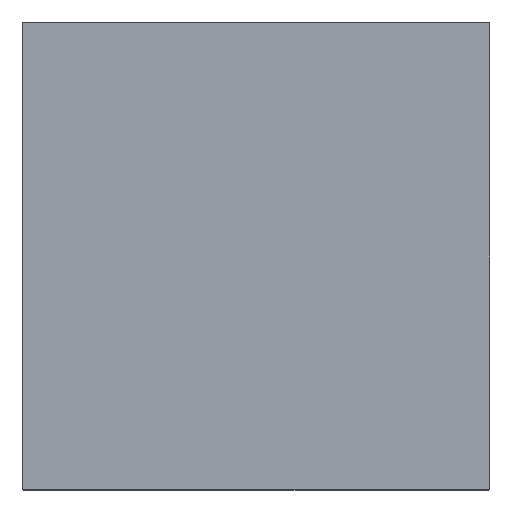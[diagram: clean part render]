
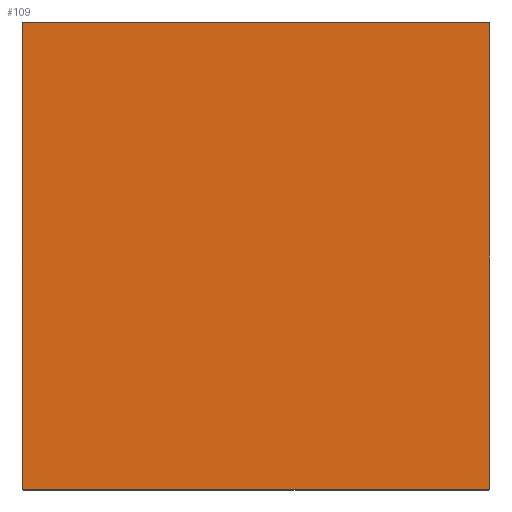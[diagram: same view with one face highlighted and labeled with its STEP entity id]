
A CAD part, front view. The second image highlights one B-rep face of the part: STEP entity #109.
In plain terms, the highlighted planar face has unit normal (0, -1, 0).
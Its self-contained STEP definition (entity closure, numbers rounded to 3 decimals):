
#6 = VECTOR ( 'NONE', #181, 1000. ) ;
#14 = VERTEX_POINT ( 'NONE', #141 ) ;
#15 = EDGE_CURVE ( 'NONE', #446, #29, #110, .T. ) ;
#23 = VECTOR ( 'NONE', #163, 1000. ) ;
#29 = VERTEX_POINT ( 'NONE', #266 ) ;
#46 = CARTESIAN_POINT ( 'NONE',  ( 24.9, -43.301, 50. ) ) ;
#69 = DIRECTION ( 'NONE',  ( -1., 0., 0. ) ) ;
#77 = ORIENTED_EDGE ( 'NONE', *, *, #474, .T. ) ;
#89 = LINE ( 'NONE', #46, #23 ) ;
#97 = ORIENTED_EDGE ( 'NONE', *, *, #358, .T. ) ;
#103 = CARTESIAN_POINT ( 'NONE',  ( -24.927, -43.301, 49.9 ) ) ;
#109 = ADVANCED_FACE ( 'NONE', ( #313 ), #499, .F. ) ;
#110 = LINE ( 'NONE', #176, #367 ) ;
#141 = CARTESIAN_POINT ( 'NONE',  ( 24.9, -43.301, 0.1 ) ) ;
#153 = DIRECTION ( 'NONE',  ( 0., 1., 0. ) ) ;
#163 = DIRECTION ( 'NONE',  ( 0., 0., 1. ) ) ;
#171 = EDGE_LOOP ( 'NONE', ( #442, #77, #332, #97 ) ) ;
#175 = CARTESIAN_POINT ( 'NONE',  ( -25., -43.301, 0.1 ) ) ;
#176 = CARTESIAN_POINT ( 'NONE',  ( -24.927, -43.301, 50. ) ) ;
#181 = DIRECTION ( 'NONE',  ( 1., 0., 0. ) ) ;
#190 = CARTESIAN_POINT ( 'NONE',  ( -25., -43.301, 49.9 ) ) ;
#257 = VERTEX_POINT ( 'NONE', #434 ) ;
#264 = LINE ( 'NONE', #175, #6 ) ;
#266 = CARTESIAN_POINT ( 'NONE',  ( -24.927, -43.301, 0.1 ) ) ;
#279 = AXIS2_PLACEMENT_3D ( 'NONE', #469, #153, #357 ) ;
#307 = VECTOR ( 'NONE', #69, 1000. ) ;
#308 = EDGE_CURVE ( 'NONE', #14, #257, #89, .T. ) ;
#313 = FACE_OUTER_BOUND ( 'NONE', #171, .T. ) ;
#332 = ORIENTED_EDGE ( 'NONE', *, *, #15, .T. ) ;
#357 = DIRECTION ( 'NONE',  ( 0., 0., 1. ) ) ;
#358 = EDGE_CURVE ( 'NONE', #29, #14, #264, .T. ) ;
#367 = VECTOR ( 'NONE', #454, 1000. ) ;
#429 = LINE ( 'NONE', #190, #307 ) ;
#434 = CARTESIAN_POINT ( 'NONE',  ( 24.9, -43.301, 49.9 ) ) ;
#442 = ORIENTED_EDGE ( 'NONE', *, *, #308, .T. ) ;
#446 = VERTEX_POINT ( 'NONE', #103 ) ;
#454 = DIRECTION ( 'NONE',  ( 0., 0., -1. ) ) ;
#469 = CARTESIAN_POINT ( 'NONE',  ( -25., -43.301, 50. ) ) ;
#474 = EDGE_CURVE ( 'NONE', #257, #446, #429, .T. ) ;
#499 = PLANE ( 'NONE',  #279 ) ;
